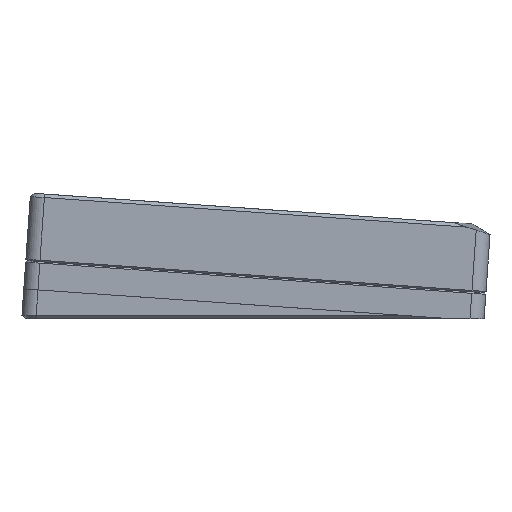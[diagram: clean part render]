
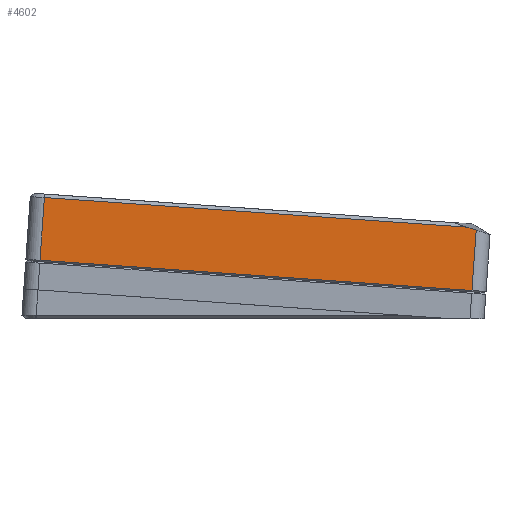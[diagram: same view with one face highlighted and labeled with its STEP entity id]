
A CAD part, left-side view. The second image highlights one B-rep face of the part: STEP entity #4602.
In plain terms, the highlighted planar face has unit normal (-1, 0, 0).
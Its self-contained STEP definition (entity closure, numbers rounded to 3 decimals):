
#584=FACE_OUTER_BOUND('',#866,.T.);
#866=EDGE_LOOP('',(#4027,#4028,#4029,#4030,#4031));
#1304=LINE('',#7765,#1764);
#1305=LINE('',#7819,#1765);
#1322=LINE('',#7913,#1782);
#1324=LINE('',#7919,#1784);
#1325=LINE('',#7920,#1785);
#1764=VECTOR('',#6268,10.);
#1765=VECTOR('',#6269,10.);
#1782=VECTOR('',#6316,10.);
#1784=VECTOR('',#6322,10.);
#1785=VECTOR('',#6323,10.);
#2215=VERTEX_POINT('',#7756);
#2216=VERTEX_POINT('',#7760);
#2217=VERTEX_POINT('',#7818);
#2223=VERTEX_POINT('',#7912);
#2225=VERTEX_POINT('',#7918);
#2822=EDGE_CURVE('',#2215,#2216,#1304,.T.);
#2823=EDGE_CURVE('',#2217,#2216,#1305,.T.);
#2842=EDGE_CURVE('',#2217,#2223,#1322,.T.);
#2845=EDGE_CURVE('',#2225,#2215,#1324,.T.);
#2846=EDGE_CURVE('',#2225,#2223,#1325,.T.);
#4027=ORIENTED_EDGE('',*,*,#2822,.F.);
#4028=ORIENTED_EDGE('',*,*,#2845,.F.);
#4029=ORIENTED_EDGE('',*,*,#2846,.T.);
#4030=ORIENTED_EDGE('',*,*,#2842,.F.);
#4031=ORIENTED_EDGE('',*,*,#2823,.T.);
#4357=PLANE('',#5051);
#4602=ADVANCED_FACE('',(#584),#4357,.T.);
#5051=AXIS2_PLACEMENT_3D('',#7917,#6320,#6321);
#6268=DIRECTION('',(0.,-0.998,-0.07));
#6269=DIRECTION('',(0.,0.951,0.31));
#6316=DIRECTION('',(0.,0.07,-0.998));
#6320=DIRECTION('center_axis',(-1.,0.,0.));
#6321=DIRECTION('ref_axis',(0.,-0.998,-0.07));
#6322=DIRECTION('',(0.,-0.07,0.998));
#6323=DIRECTION('',(0.,-0.998,-0.07));
#7756=CARTESIAN_POINT('',(-117.825,45.719,10.264));
#7760=CARTESIAN_POINT('',(-117.825,-44.025,3.989));
#7765=CARTESIAN_POINT('',(-117.825,22.784,8.66));
#7818=CARTESIAN_POINT('',(-117.825,-45.985,3.35));
#7819=CARTESIAN_POINT('',(-117.825,-5.794,16.437));
#7912=CARTESIAN_POINT('',(-117.825,-45.089,-9.468));
#7913=CARTESIAN_POINT('',(-117.825,-45.528,-3.184));
#7917=CARTESIAN_POINT('Origin',(-117.825,46.21,3.231));
#7918=CARTESIAN_POINT('',(-117.825,46.65,-3.053));
#7919=CARTESIAN_POINT('',(-117.825,46.21,3.231));
#7920=CARTESIAN_POINT('',(-117.825,23.715,-4.657));
